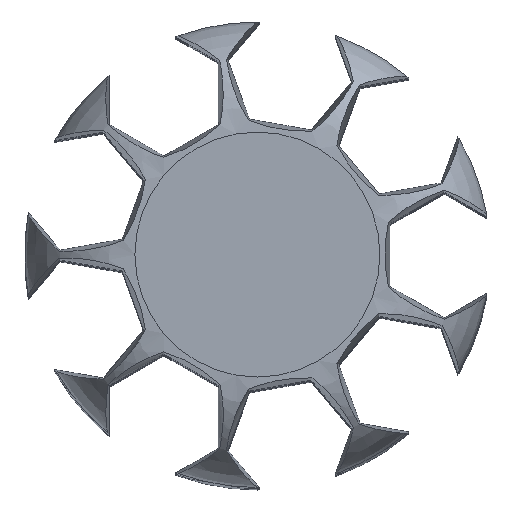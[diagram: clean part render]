
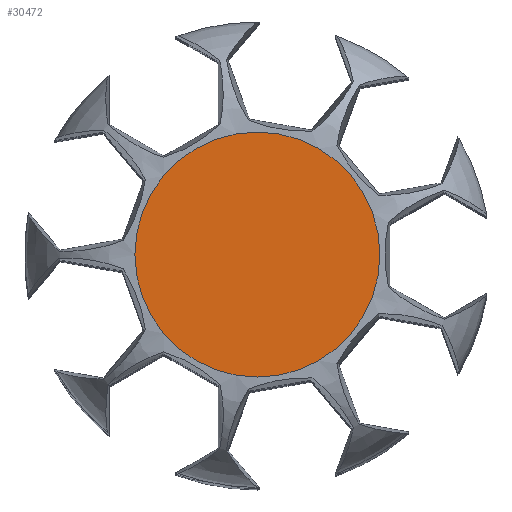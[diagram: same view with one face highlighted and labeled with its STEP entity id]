
A CAD part, top view. The second image highlights one B-rep face of the part: STEP entity #30472.
In plain terms, the highlighted planar face has unit normal (0, 0, 1).
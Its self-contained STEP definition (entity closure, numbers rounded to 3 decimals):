
#10484 = SURFACE_OF_REVOLUTION('',#10485,#10490);
#10485 = CIRCLE('',#10486,4.5);
#10486 = AXIS2_PLACEMENT_3D('',#10487,#10488,#10489);
#10487 = CARTESIAN_POINT('',(0.,-5.,93.35));
#10488 = DIRECTION('',(1.,0.,0.));
#10489 = DIRECTION('',(0.,1.,0.));
#10490 = AXIS1_PLACEMENT('',#10491,#10492);
#10491 = CARTESIAN_POINT('',(0.,0.,0.));
#10492 = DIRECTION('',(0.,0.,1.));
#18586 = EDGE_CURVE('',#18587,#18587,#18589,.T.);
#18587 = VERTEX_POINT('',#18588);
#18588 = CARTESIAN_POINT('',(0.,-5.,97.85));
#18589 = SURFACE_CURVE('',#18590,(#18595,#18602),.PCURVE_S1.);
#18590 = CIRCLE('',#18591,5.);
#18591 = AXIS2_PLACEMENT_3D('',#18592,#18593,#18594);
#18592 = CARTESIAN_POINT('',(0.,0.,97.85));
#18593 = DIRECTION('',(0.,0.,1.));
#18594 = DIRECTION('',(0.,-1.,0.));
#18595 = PCURVE('',#10484,#18596);
#18596 = DEFINITIONAL_REPRESENTATION('',(#18597),#18601);
#18597 = LINE('',#18598,#18599);
#18598 = CARTESIAN_POINT('',(0.,1.571));
#18599 = VECTOR('',#18600,1.);
#18600 = DIRECTION('',(1.,0.));
#18601 = ( GEOMETRIC_REPRESENTATION_CONTEXT(2) 
PARAMETRIC_REPRESENTATION_CONTEXT() REPRESENTATION_CONTEXT('2D SPACE',''
  ) );
#18602 = PCURVE('',#18603,#18608);
#18603 = PLANE('',#18604);
#18604 = AXIS2_PLACEMENT_3D('',#18605,#18606,#18607);
#18605 = CARTESIAN_POINT('',(0.,0.,97.85));
#18606 = DIRECTION('',(0.,0.,-1.));
#18607 = DIRECTION('',(0.,1.,0.));
#18608 = DEFINITIONAL_REPRESENTATION('',(#18609),#18617);
#18609 = ( BOUNDED_CURVE() B_SPLINE_CURVE(2,(#18610,#18611,#18612,#18613
    ,#18614,#18615,#18616),.UNSPECIFIED.,.T.,.F.) 
B_SPLINE_CURVE_WITH_KNOTS((1,2,2,2,2,1),(-2.094,0.,
    2.094,4.189,6.283,8.378),
.UNSPECIFIED.) CURVE() GEOMETRIC_REPRESENTATION_ITEM() 
RATIONAL_B_SPLINE_CURVE((1.,0.5,1.,0.5,1.,0.5,1.)) REPRESENTATION_ITEM(
  '') );
#18610 = CARTESIAN_POINT('',(-5.,0.));
#18611 = CARTESIAN_POINT('',(-5.,8.66));
#18612 = CARTESIAN_POINT('',(2.5,4.33));
#18613 = CARTESIAN_POINT('',(10.,0.));
#18614 = CARTESIAN_POINT('',(2.5,-4.33));
#18615 = CARTESIAN_POINT('',(-5.,-8.66));
#18616 = CARTESIAN_POINT('',(-5.,0.));
#18617 = ( GEOMETRIC_REPRESENTATION_CONTEXT(2) 
PARAMETRIC_REPRESENTATION_CONTEXT() REPRESENTATION_CONTEXT('2D SPACE',''
  ) );
#30472 = ADVANCED_FACE('',(#30473),#18603,.F.);
#30473 = FACE_BOUND('',#30474,.T.);
#30474 = EDGE_LOOP('',(#30475));
#30475 = ORIENTED_EDGE('',*,*,#18586,.T.);
